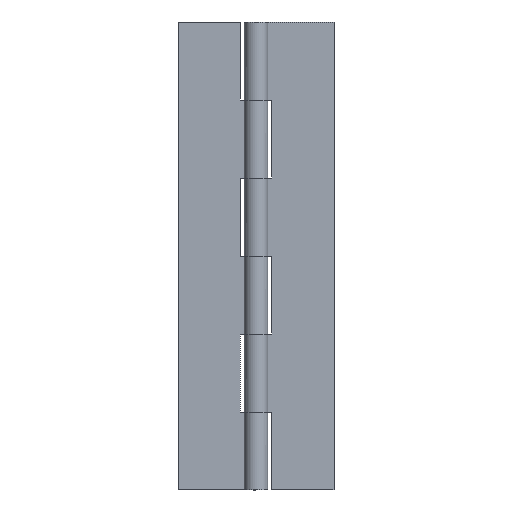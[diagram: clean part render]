
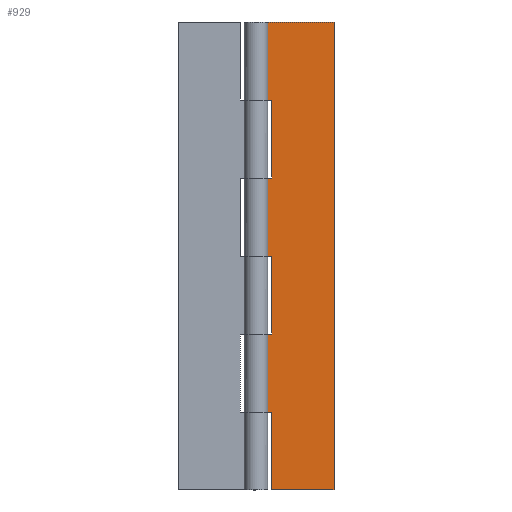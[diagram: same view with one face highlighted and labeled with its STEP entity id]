
A CAD part, front view. The second image highlights one B-rep face of the part: STEP entity #929.
In plain terms, the highlighted free-form (B-spline) face has degree [1, 1] with [2, 2] control points.
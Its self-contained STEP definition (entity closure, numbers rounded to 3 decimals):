
#49=CARTESIAN_POINT('',(0.,1.5,80.0));
#50=VERTEX_POINT('',#49);
#51=CARTESIAN_POINT('',(4.0,1.5,80.0));
#52=VERTEX_POINT('',#51);
#53=CARTESIAN_POINT('',(0.,1.5,80.0));
#54=CARTESIAN_POINT('',(4.0,1.5,80.0));
#55=QUASI_UNIFORM_CURVE('',1,(#53,#54),.UNSPECIFIED.,.F.,.U.);
#56=EDGE_CURVE('',#50,#52,#55,.T.);
#157=CARTESIAN_POINT('',(4.0,1.5,100.0));
#158=VERTEX_POINT('',#157);
#164=CARTESIAN_POINT('',(0.,1.5,100.0));
#165=VERTEX_POINT('',#164);
#166=CARTESIAN_POINT('',(4.0,1.5,100.0));
#167=CARTESIAN_POINT('',(0.,1.5,100.0));
#168=QUASI_UNIFORM_CURVE('',1,(#166,#167),.UNSPECIFIED.,.F.,.U.);
#169=EDGE_CURVE('',#158,#165,#168,.T.);
#205=CARTESIAN_POINT('',(4.0,1.5,80.0));
#206=CARTESIAN_POINT('',(4.0,1.5,100.0));
#207=QUASI_UNIFORM_CURVE('',1,(#205,#206),.UNSPECIFIED.,.F.,.U.);
#208=EDGE_CURVE('',#52,#158,#207,.T.);
#225=CARTESIAN_POINT('',(0.,1.5,40.0));
#226=VERTEX_POINT('',#225);
#227=CARTESIAN_POINT('',(4.0,1.5,40.0));
#228=VERTEX_POINT('',#227);
#229=CARTESIAN_POINT('',(0.,1.5,40.0));
#230=CARTESIAN_POINT('',(4.0,1.5,40.0));
#231=QUASI_UNIFORM_CURVE('',1,(#229,#230),.UNSPECIFIED.,.F.,.U.);
#232=EDGE_CURVE('',#226,#228,#231,.T.);
#333=CARTESIAN_POINT('',(4.0,1.5,60.0));
#334=VERTEX_POINT('',#333);
#340=CARTESIAN_POINT('',(0.,1.5,60.0));
#341=VERTEX_POINT('',#340);
#342=CARTESIAN_POINT('',(4.0,1.5,60.0));
#343=CARTESIAN_POINT('',(0.,1.5,60.0));
#344=QUASI_UNIFORM_CURVE('',1,(#342,#343),.UNSPECIFIED.,.F.,.U.);
#345=EDGE_CURVE('',#334,#341,#344,.T.);
#381=CARTESIAN_POINT('',(4.0,1.5,40.0));
#382=CARTESIAN_POINT('',(4.0,1.5,60.0));
#383=QUASI_UNIFORM_CURVE('',1,(#381,#382),.UNSPECIFIED.,.F.,.U.);
#384=EDGE_CURVE('',#228,#334,#383,.T.);
#401=CARTESIAN_POINT('',(4.0,1.5,0.0));
#402=VERTEX_POINT('',#401);
#403=CARTESIAN_POINT('',(4.0,1.5,20.0));
#404=VERTEX_POINT('',#403);
#405=CARTESIAN_POINT('',(4.0,1.5,0.0));
#406=CARTESIAN_POINT('',(4.0,1.5,20.0));
#407=QUASI_UNIFORM_CURVE('',1,(#405,#406),.UNSPECIFIED.,.F.,.U.);
#408=EDGE_CURVE('',#402,#404,#407,.T.);
#466=CARTESIAN_POINT('',(0.,1.5,20.0));
#467=VERTEX_POINT('',#466);
#468=CARTESIAN_POINT('',(4.0,1.5,20.0));
#469=CARTESIAN_POINT('',(0.,1.5,20.0));
#470=QUASI_UNIFORM_CURVE('',1,(#468,#469),.UNSPECIFIED.,.F.,.U.);
#471=EDGE_CURVE('',#404,#467,#470,.T.);
#507=CARTESIAN_POINT('',(0.,1.5,120.0));
#508=VERTEX_POINT('',#507);
#509=CARTESIAN_POINT('',(20.0,1.5,120.0));
#510=VERTEX_POINT('',#509);
#511=CARTESIAN_POINT('',(0.,1.5,120.0));
#512=CARTESIAN_POINT('',(20.0,1.5,120.0));
#513=QUASI_UNIFORM_CURVE('',1,(#511,#512),.UNSPECIFIED.,.F.,.U.);
#514=EDGE_CURVE('',#508,#510,#513,.T.);
#585=CARTESIAN_POINT('',(20.0,1.5,0.0));
#586=VERTEX_POINT('',#585);
#600=CARTESIAN_POINT('',(20.0,1.5,120.0));
#601=CARTESIAN_POINT('',(20.0,1.5,0.0));
#602=QUASI_UNIFORM_CURVE('',1,(#600,#601),.UNSPECIFIED.,.F.,.U.);
#603=EDGE_CURVE('',#510,#586,#602,.T.);
#620=CARTESIAN_POINT('',(4.0,1.5,0.0));
#621=CARTESIAN_POINT('',(20.0,1.5,0.0));
#622=QUASI_UNIFORM_CURVE('',1,(#620,#621),.UNSPECIFIED.,.F.,.U.);
#623=EDGE_CURVE('',#402,#586,#622,.T.);
#650=CARTESIAN_POINT('',(0.,1.5,40.0));
#651=CARTESIAN_POINT('',(0.,1.5,20.0));
#652=QUASI_UNIFORM_CURVE('',1,(#650,#651),.UNSPECIFIED.,.F.,.U.);
#653=EDGE_CURVE('',#226,#467,#652,.T.);
#736=CARTESIAN_POINT('',(0.,1.5,80.0));
#737=CARTESIAN_POINT('',(0.,1.5,60.0));
#738=QUASI_UNIFORM_CURVE('',1,(#736,#737),.UNSPECIFIED.,.F.,.U.);
#739=EDGE_CURVE('',#50,#341,#738,.T.);
#779=CARTESIAN_POINT('',(0.,1.5,120.0));
#780=CARTESIAN_POINT('',(0.,1.5,100.0));
#781=QUASI_UNIFORM_CURVE('',1,(#779,#780),.UNSPECIFIED.,.F.,.U.);
#782=EDGE_CURVE('',#508,#165,#781,.T.);
#908=CARTESIAN_POINT('',(-0.999,1.5,-5.994));
#909=CARTESIAN_POINT('',(-0.999,1.5,125.994));
#910=CARTESIAN_POINT('',(20.999,1.5,-5.994));
#911=CARTESIAN_POINT('',(20.999,1.5,125.994));
#912=B_SPLINE_SURFACE_WITH_KNOTS('',1,1,((#908,#910),(#909,#911)),.UNSPECIFIED.,.F.,.F.,.U.,(2,2),(2,2),(0.0,131.988),(0.0,21.998),.UNSPECIFIED.);
#913=ORIENTED_EDGE('',*,*,#169,.F.);
#914=ORIENTED_EDGE('',*,*,#208,.F.);
#915=ORIENTED_EDGE('',*,*,#56,.F.);
#916=ORIENTED_EDGE('',*,*,#739,.T.);
#917=ORIENTED_EDGE('',*,*,#345,.F.);
#918=ORIENTED_EDGE('',*,*,#384,.F.);
#919=ORIENTED_EDGE('',*,*,#232,.F.);
#920=ORIENTED_EDGE('',*,*,#653,.T.);
#921=ORIENTED_EDGE('',*,*,#471,.F.);
#922=ORIENTED_EDGE('',*,*,#408,.F.);
#923=ORIENTED_EDGE('',*,*,#623,.T.);
#924=ORIENTED_EDGE('',*,*,#603,.F.);
#925=ORIENTED_EDGE('',*,*,#514,.F.);
#926=ORIENTED_EDGE('',*,*,#782,.T.);
#927=EDGE_LOOP('',(#913,#914,#915,#916,#917,#918,#919,#920,#921,#922,#923,#924,#925,#926));
#928=FACE_OUTER_BOUND('',#927,.T.);
#929=ADVANCED_FACE('',(#928),#912,.F.);
